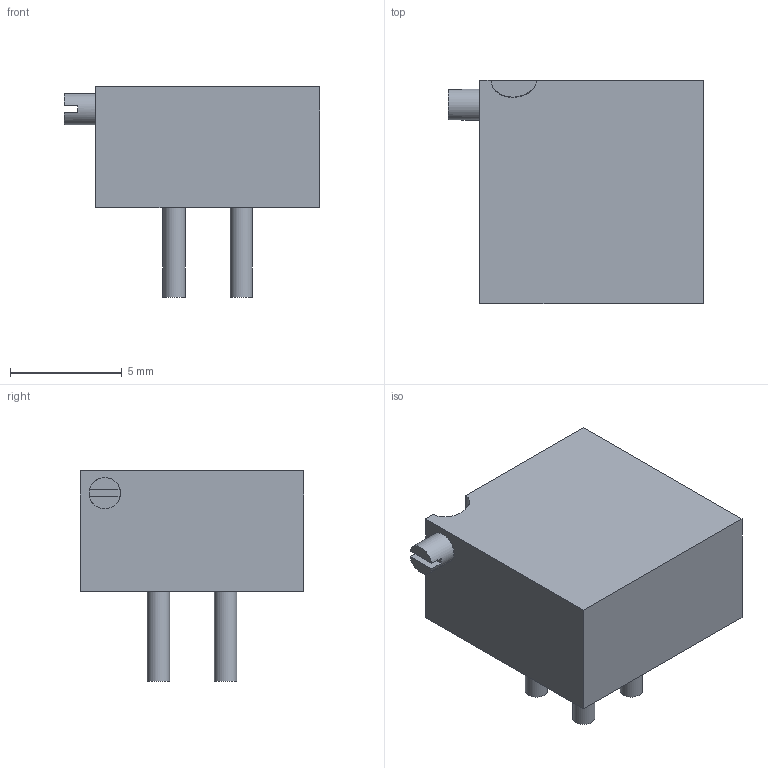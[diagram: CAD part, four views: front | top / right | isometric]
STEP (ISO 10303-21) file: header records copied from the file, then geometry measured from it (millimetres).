
FILE_DESCRIPTION(('STEP AP203'), '1');
FILE_NAME('SP5-2VA', '2020-01-22T08:20:28', ('user'), (''), 'ASCON STEP Converter 1.3', 'ASCON Math Kernel', '');
FILE_SCHEMA(('CONFIG_CONTROL_DESIGN'));
Length unit declared in the file: millimetre
Bounding box: 11.4 x 10 x 9.4 mm (x, y, z)
Volume: 550.1 mm3; surface area: 461.9 mm2
Topology: 1 solids, 1 shells, 20 faces, 42 edges, 28 vertices
Faces by surface type: plane 15, cylinder 4, extrusion 1
Full cylindrical faces by diameter (mm): 1 x3, 1.4 x1
Entity records: 727 total; most frequent: CARTESIAN_POINT 96, DIRECTION 89, ORIENTED_EDGE 76, EDGE_CURVE 38, AXIS2_PLACEMENT_3D 32, EDGE_LOOP 28, VERTEX_POINT 28, VECTOR 25
